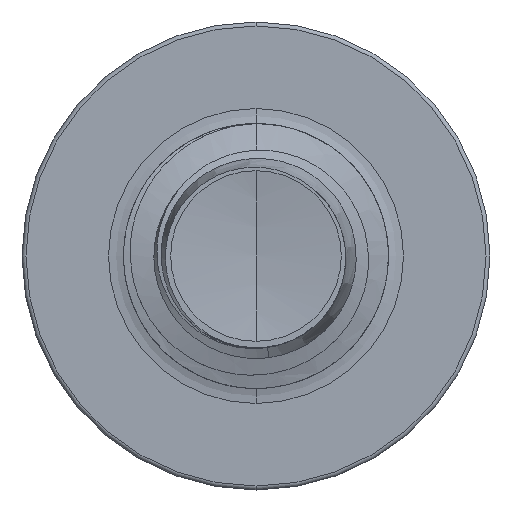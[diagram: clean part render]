
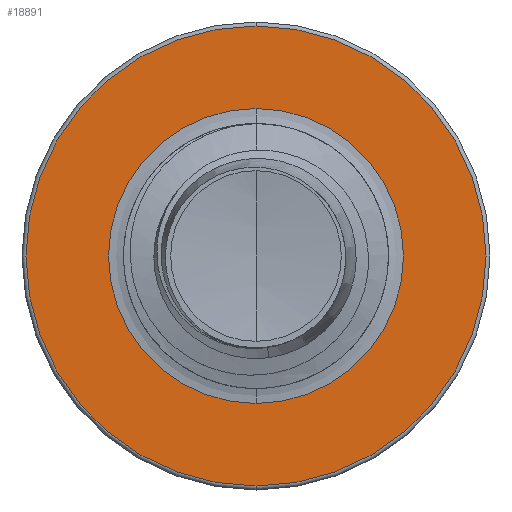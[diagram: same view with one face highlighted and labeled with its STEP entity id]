
A CAD part, front view. The second image highlights one B-rep face of the part: STEP entity #18891.
In plain terms, the highlighted planar face has unit normal (0, -1, 0).
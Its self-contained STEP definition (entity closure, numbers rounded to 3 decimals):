
#103 = VERTEX_POINT ( 'NONE', #14310 ) ;
#308 = AXIS2_PLACEMENT_3D ( 'NONE', #14214, #14212, #14186 ) ;
#2051 = EDGE_CURVE ( 'NONE', #103, #18326, #4000, .T. ) ;
#2057 = EDGE_CURVE ( 'NONE', #3436, #13958, #4196, .T. ) ;
#2410 = EDGE_LOOP ( 'NONE', ( #15931, #16054 ) ) ;
#2422 = CARTESIAN_POINT ( 'NONE',  ( 0., 8., -1.67 ) ) ;
#2653 = PLANE ( 'NONE',  #15525 ) ;
#3436 = VERTEX_POINT ( 'NONE', #9457 ) ;
#4000 = CIRCLE ( 'NONE', #17729, 1.67 ) ;
#4196 = CIRCLE ( 'NONE', #308, 2.605 ) ;
#4258 = CIRCLE ( 'NONE', #14710, 2.605 ) ;
#6302 = DIRECTION ( 'NONE',  ( 0., 0., 1. ) ) ;
#6482 = CARTESIAN_POINT ( 'NONE',  ( 0., 8., 0. ) ) ;
#6490 = CARTESIAN_POINT ( 'NONE',  ( 0., 8., 2.605 ) ) ;
#6699 = CARTESIAN_POINT ( 'NONE',  ( 0., 8., 0. ) ) ;
#7101 = EDGE_LOOP ( 'NONE', ( #16118, #12190 ) ) ;
#8189 = DIRECTION ( 'NONE',  ( 0., 0., 1. ) ) ;
#8413 = DIRECTION ( 'NONE',  ( 0., 0., 1. ) ) ;
#9457 = CARTESIAN_POINT ( 'NONE',  ( 0., 8., -2.605 ) ) ;
#12190 = ORIENTED_EDGE ( 'NONE', *, *, #14297, .T. ) ;
#13234 = FACE_OUTER_BOUND ( 'NONE', #2410, .T. ) ;
#13678 = FACE_BOUND ( 'NONE', #7101, .T. ) ;
#13787 = AXIS2_PLACEMENT_3D ( 'NONE', #6699, #17012, #8413 ) ;
#13945 = CARTESIAN_POINT ( 'NONE',  ( 0., 8., -1.67 ) ) ;
#13958 = VERTEX_POINT ( 'NONE', #6490 ) ;
#14186 = DIRECTION ( 'NONE',  ( 0., 0., 1. ) ) ;
#14212 = DIRECTION ( 'NONE',  ( 0., 1., 0. ) ) ;
#14214 = CARTESIAN_POINT ( 'NONE',  ( 0., 8., 0. ) ) ;
#14267 = DIRECTION ( 'NONE',  ( 0., 0., 1. ) ) ;
#14269 = DIRECTION ( 'NONE',  ( 0., 1., 0. ) ) ;
#14284 = CARTESIAN_POINT ( 'NONE',  ( 0., 8., 0. ) ) ;
#14297 = EDGE_CURVE ( 'NONE', #18326, #103, #20299, .T. ) ;
#14310 = CARTESIAN_POINT ( 'NONE',  ( 0., 8., 1.67 ) ) ;
#14659 = EDGE_CURVE ( 'NONE', #13958, #3436, #4258, .T. ) ;
#14710 = AXIS2_PLACEMENT_3D ( 'NONE', #6482, #16845, #8189 ) ;
#15344 = DIRECTION ( 'NONE',  ( 0., 1., 0. ) ) ;
#15525 = AXIS2_PLACEMENT_3D ( 'NONE', #13945, #15344, #6302 ) ;
#15931 = ORIENTED_EDGE ( 'NONE', *, *, #14659, .F. ) ;
#16054 = ORIENTED_EDGE ( 'NONE', *, *, #2057, .F. ) ;
#16118 = ORIENTED_EDGE ( 'NONE', *, *, #2051, .T. ) ;
#16845 = DIRECTION ( 'NONE',  ( 0., 1., 0. ) ) ;
#17012 = DIRECTION ( 'NONE',  ( 0., 1., 0. ) ) ;
#17729 = AXIS2_PLACEMENT_3D ( 'NONE', #14284, #14269, #14267 ) ;
#18326 = VERTEX_POINT ( 'NONE', #2422 ) ;
#18891 = ADVANCED_FACE ( 'NONE', ( #13234, #13678 ), #2653, .F. ) ;
#20299 = CIRCLE ( 'NONE', #13787, 1.67 ) ;
